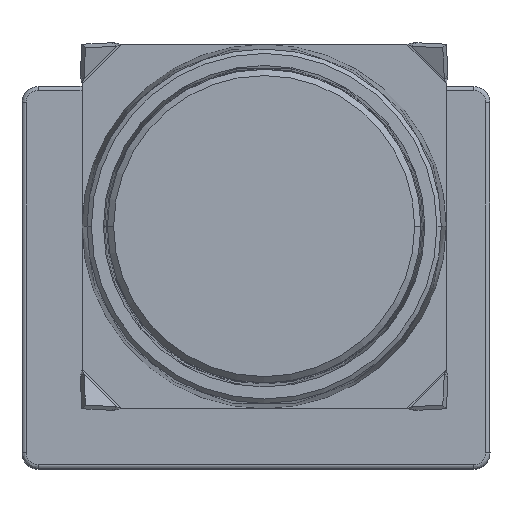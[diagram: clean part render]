
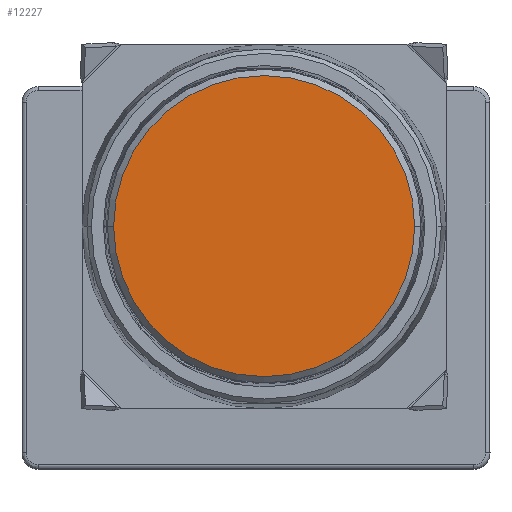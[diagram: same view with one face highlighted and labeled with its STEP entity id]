
A CAD part, top view. The second image highlights one B-rep face of the part: STEP entity #12227.
In plain terms, the highlighted planar face has unit normal (0, 0, 1).
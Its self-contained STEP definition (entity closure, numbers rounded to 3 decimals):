
#262 = DIRECTION ( 'NONE',  ( 0., 0., 1. ) ) ;
#1419 = FACE_OUTER_BOUND ( 'NONE', #3844, .T. ) ;
#1741 = EDGE_CURVE ( 'NONE', #10771, #1920, #10077, .T. ) ;
#1920 = VERTEX_POINT ( 'NONE', #11722 ) ;
#2513 = AXIS2_PLACEMENT_3D ( 'NONE', #2784, #7441, #12142 ) ;
#2784 = CARTESIAN_POINT ( 'NONE',  ( 0., 0., 0. ) ) ;
#3061 = ORIENTED_EDGE ( 'NONE', *, *, #1741, .T. ) ;
#3191 = DIRECTION ( 'NONE',  ( 0., 0., 1. ) ) ;
#3219 = CARTESIAN_POINT ( 'NONE',  ( 7.396, 0., 0. ) ) ;
#3844 = EDGE_LOOP ( 'NONE', ( #13890, #3061 ) ) ;
#4924 = DIRECTION ( 'NONE',  ( 1., 0., 0. ) ) ;
#4974 = CIRCLE ( 'NONE', #13550, 7.396 ) ;
#6070 = PLANE ( 'NONE',  #11409 ) ;
#7441 = DIRECTION ( 'NONE',  ( 0., 0., 1. ) ) ;
#7844 = DIRECTION ( 'NONE',  ( -1., 0., 0. ) ) ;
#10077 = CIRCLE ( 'NONE', #2513, 7.396 ) ;
#10751 = CARTESIAN_POINT ( 'NONE',  ( -7.485, -7.485, 0. ) ) ;
#10771 = VERTEX_POINT ( 'NONE', #3219 ) ;
#10992 = EDGE_CURVE ( 'NONE', #1920, #10771, #4974, .T. ) ;
#11409 = AXIS2_PLACEMENT_3D ( 'NONE', #10751, #262, #4924 ) ;
#11722 = CARTESIAN_POINT ( 'NONE',  ( -7.396, 0., 0. ) ) ;
#12142 = DIRECTION ( 'NONE',  ( -1., 0., 0. ) ) ;
#12227 = ADVANCED_FACE ( 'NONE', ( #1419 ), #6070, .T. ) ;
#13550 = AXIS2_PLACEMENT_3D ( 'NONE', #13681, #3191, #7844 ) ;
#13681 = CARTESIAN_POINT ( 'NONE',  ( 0., 0., 0. ) ) ;
#13890 = ORIENTED_EDGE ( 'NONE', *, *, #10992, .T. ) ;
